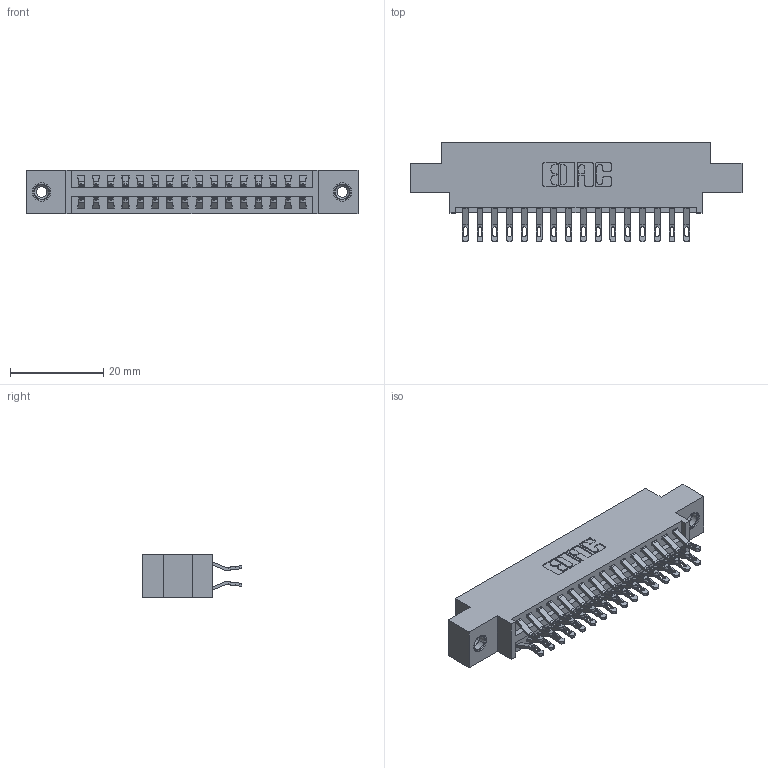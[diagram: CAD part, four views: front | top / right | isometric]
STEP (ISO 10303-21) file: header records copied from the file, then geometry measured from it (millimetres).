
FILE_DESCRIPTION (( 'STEP AP203' ), '1' );
FILE_NAME ('346-032-555-808.STEP', '2022-05-19T18:21:10', ( '' ), ( '' ), 'SwSTEP 2.0', 'SolidWorks 2020', '' );
FILE_SCHEMA (( 'CONFIG_CONTROL_DESIGN' ));
Length unit declared in the file: inch
Products named in the file (4): 346 Part_0.170 Offset - 0.156 Dia-TI; 345-250-001_345-250-003-102; 346-032-555-808; 345-292-001_555 Tail
Assembly tree (35 placements, depth 2):
  346-032-555-808
    346 Part_0.170 Offset - 0.156 Dia-TI
    345-292-001_555 Tail  x32
    345-250-001_345-250-003-102  x2
Bounding box: 71.37 x 21.46 x 9.4 mm (x, y, z)
Volume: 6689.6 mm3; surface area: 9317.2 mm2
Topology: 35 solids, 35 shells, 2042 faces, 6333 edges, 4214 vertices
Faces by surface type: plane 1168, cylinder 858, cone 12, torus 4
Entity records: 15586 total; most frequent: CARTESIAN_POINT 2625, ORIENTED_EDGE 2522, DIRECTION 2359, EDGE_CURVE 1261, LINE 1025, VECTOR 1025, VERTEX_POINT 836, AXIS2_PLACEMENT_3D 667
